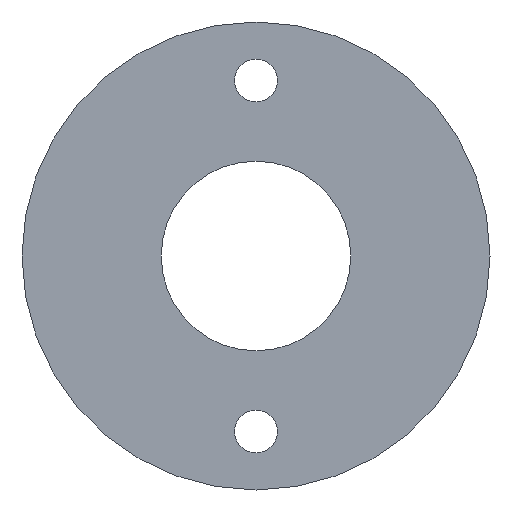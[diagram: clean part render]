
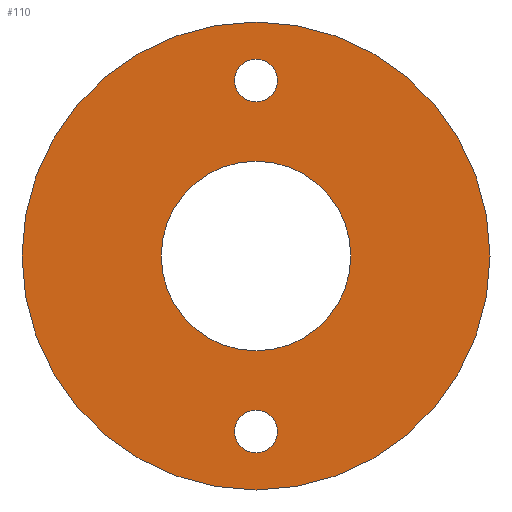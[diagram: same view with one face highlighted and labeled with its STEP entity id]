
A CAD part, front view. The second image highlights one B-rep face of the part: STEP entity #110.
In plain terms, the highlighted planar face has unit normal (0, -1, 0).
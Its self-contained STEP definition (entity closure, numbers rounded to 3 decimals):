
#18=FACE_BOUND('',#38,.T.);
#19=FACE_BOUND('',#39,.T.);
#20=FACE_BOUND('',#40,.T.);
#22=PLANE('',#147);
#28=FACE_OUTER_BOUND('',#37,.T.);
#37=EDGE_LOOP('',(#97));
#38=EDGE_LOOP('',(#98));
#39=EDGE_LOOP('',(#99));
#40=EDGE_LOOP('',(#100));
#50=CIRCLE('',#136,5.5);
#52=CIRCLE('',#139,24.3);
#54=CIRCLE('',#142,5.5);
#56=CIRCLE('',#145,60.);
#58=VERTEX_POINT('',#186);
#60=VERTEX_POINT('',#192);
#62=VERTEX_POINT('',#198);
#64=VERTEX_POINT('',#204);
#67=EDGE_CURVE('',#58,#58,#50,.T.);
#70=EDGE_CURVE('',#60,#60,#52,.T.);
#73=EDGE_CURVE('',#62,#62,#54,.T.);
#76=EDGE_CURVE('',#64,#64,#56,.T.);
#97=ORIENTED_EDGE('',*,*,#76,.F.);
#98=ORIENTED_EDGE('',*,*,#73,.F.);
#99=ORIENTED_EDGE('',*,*,#70,.F.);
#100=ORIENTED_EDGE('',*,*,#67,.F.);
#110=ADVANCED_FACE('',(#28,#18,#19,#20),#22,.F.);
#136=AXIS2_PLACEMENT_3D('',#188,#155,#156);
#139=AXIS2_PLACEMENT_3D('',#194,#162,#163);
#142=AXIS2_PLACEMENT_3D('',#200,#169,#170);
#145=AXIS2_PLACEMENT_3D('',#206,#176,#177);
#147=AXIS2_PLACEMENT_3D('',#208,#180,#181);
#155=DIRECTION('center_axis',(0.,-1.,0.));
#156=DIRECTION('ref_axis',(1.,0.,0.));
#162=DIRECTION('center_axis',(0.,-1.,0.));
#163=DIRECTION('ref_axis',(1.,0.,0.));
#169=DIRECTION('center_axis',(0.,-1.,0.));
#170=DIRECTION('ref_axis',(1.,0.,0.));
#176=DIRECTION('center_axis',(0.,1.,0.));
#177=DIRECTION('ref_axis',(-1.,0.,0.));
#180=DIRECTION('center_axis',(0.,1.,0.));
#181=DIRECTION('ref_axis',(0.,0.,1.));
#186=CARTESIAN_POINT('',(-5.5,0.,-45.));
#188=CARTESIAN_POINT('Origin',(0.,0.,-45.));
#192=CARTESIAN_POINT('',(-24.3,0.,0.));
#194=CARTESIAN_POINT('Origin',(0.,0.,0.));
#198=CARTESIAN_POINT('',(-5.5,0.,45.));
#200=CARTESIAN_POINT('Origin',(0.,0.,45.));
#204=CARTESIAN_POINT('',(60.,0.,0.));
#206=CARTESIAN_POINT('Origin',(0.,0.,0.));
#208=CARTESIAN_POINT('Origin',(0.,0.,0.));
